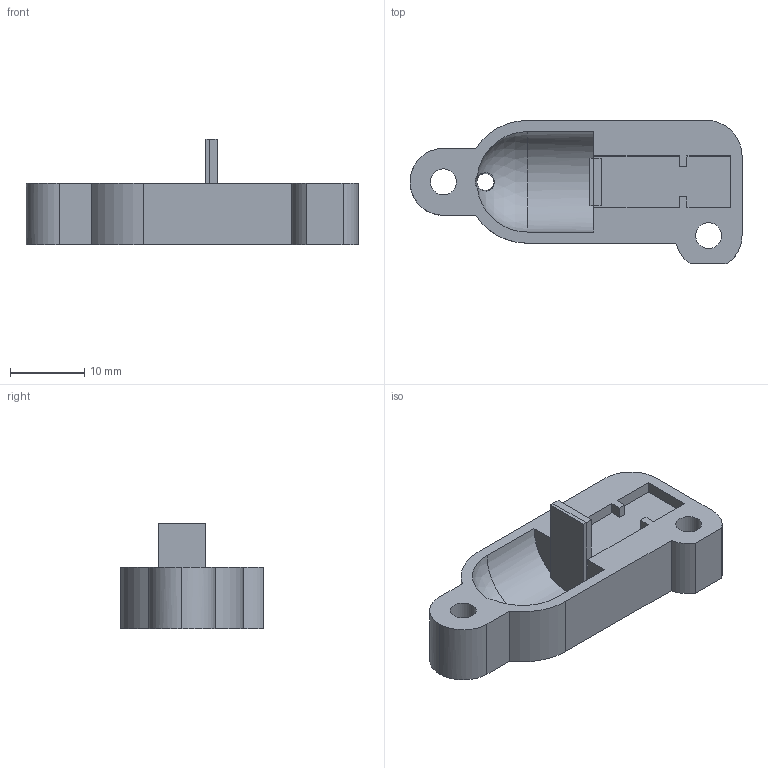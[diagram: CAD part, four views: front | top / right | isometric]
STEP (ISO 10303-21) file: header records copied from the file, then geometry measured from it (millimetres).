
FILE_DESCRIPTION(('FreeCAD Model'),'2;1');
FILE_NAME('Open CASCADE Shape Model','2024-07-08T17:46:51',('Author'),( ''),'Open CASCADE STEP processor 7.7','FreeCAD','Unknown');
FILE_SCHEMA(('AUTOMOTIVE_DESIGN { 1 0 10303 214 1 1 1 1 }'));
Length unit declared in the file: millimetre
Products named in the file (1): V2 bottom complete
Bounding box: 44.65 x 19.23 x 14.2 mm (x, y, z)
Volume: 4140.6 mm3; surface area: 2869.9 mm2
Topology: 1 solids, 1 shells, 62 faces, 171 edges, 114 vertices
Faces by surface type: plane 50, cylinder 10, sphere 1, cone 1
Full cylindrical faces by diameter (mm): 3.5 x2
Entity records: 2119 total; most frequent: CARTESIAN_POINT 475, ORIENTED_EDGE 342, DIRECTION 322, EDGE_CURVE 171, LINE 138, VECTOR 138, VERTEX_POINT 114, AXIS2_PLACEMENT_3D 92
